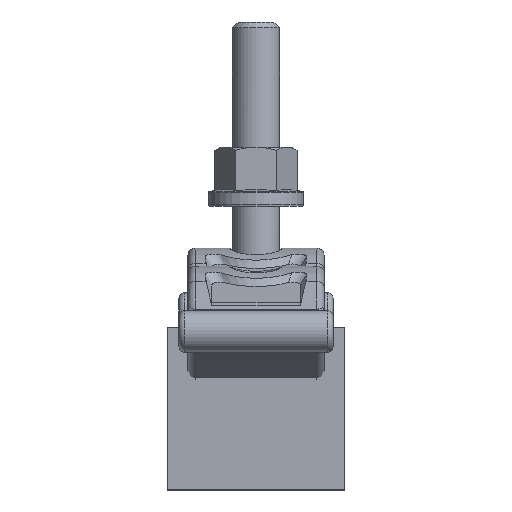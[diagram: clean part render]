
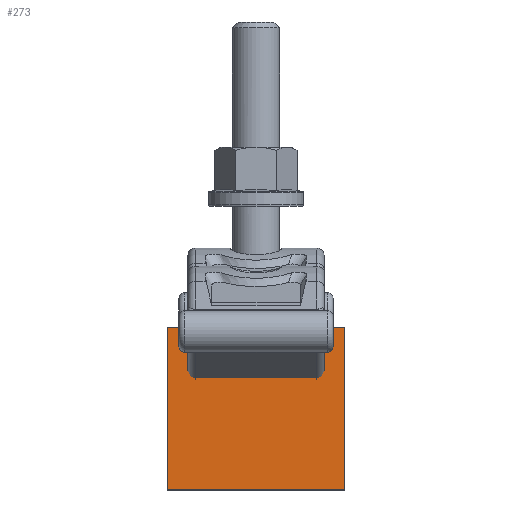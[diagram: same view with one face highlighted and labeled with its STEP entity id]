
A CAD part, left-side view. The second image highlights one B-rep face of the part: STEP entity #273.
In plain terms, the highlighted planar face has unit normal (-1, 0, 0).
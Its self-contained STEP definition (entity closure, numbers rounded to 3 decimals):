
#273 = ADVANCED_FACE( '', ( #436 ), #437, .T. );
#436 = FACE_OUTER_BOUND( '', #772, .T. );
#437 = PLANE( '', #773 );
#772 = EDGE_LOOP( '', ( #2956, #2957, #2958, #2959 ) );
#773 = AXIS2_PLACEMENT_3D( '', #2960, #2961, #2962 );
#2956 = ORIENTED_EDGE( '', *, *, #4070, .F. );
#2957 = ORIENTED_EDGE( '', *, *, #4071, .F. );
#2958 = ORIENTED_EDGE( '', *, *, #4072, .T. );
#2959 = ORIENTED_EDGE( '', *, *, #4073, .T. );
#2960 = CARTESIAN_POINT( '', ( -48.81, -30., 54.723 ) );
#2961 = DIRECTION( '', ( -1., 0., 0. ) );
#2962 = DIRECTION( '', ( 0., 0., 1. ) );
#4070 = EDGE_CURVE( '', #4444, #4445, #4446, .T. );
#4071 = EDGE_CURVE( '', #4447, #4444, #4448, .T. );
#4072 = EDGE_CURVE( '', #4447, #4449, #4450, .T. );
#4073 = EDGE_CURVE( '', #4449, #4445, #4451, .T. );
#4444 = VERTEX_POINT( '', #5046 );
#4445 = VERTEX_POINT( '', #5047 );
#4446 = LINE( '', #5048, #5049 );
#4447 = VERTEX_POINT( '', #5050 );
#4448 = LINE( '', #5051, #5052 );
#4449 = VERTEX_POINT( '', #5053 );
#4450 = LINE( '', #5054, #5055 );
#4451 = LINE( '', #5056, #5057 );
#5046 = CARTESIAN_POINT( '', ( -48.81, 30., 0. ) );
#5047 = CARTESIAN_POINT( '', ( -48.81, 30., 54.723 ) );
#5048 = CARTESIAN_POINT( '', ( -48.81, 30., 54.723 ) );
#5049 = VECTOR( '', #7919, 1000. );
#5050 = CARTESIAN_POINT( '', ( -48.81, -30., 0. ) );
#5051 = CARTESIAN_POINT( '', ( -48.81, -30., 0. ) );
#5052 = VECTOR( '', #7920, 1000. );
#5053 = CARTESIAN_POINT( '', ( -48.81, -30., 54.723 ) );
#5054 = CARTESIAN_POINT( '', ( -48.81, -30., 54.723 ) );
#5055 = VECTOR( '', #7921, 1000. );
#5056 = CARTESIAN_POINT( '', ( -48.81, -30., 54.723 ) );
#5057 = VECTOR( '', #7922, 1000. );
#7919 = DIRECTION( '', ( 0., 0., 1. ) );
#7920 = DIRECTION( '', ( 0., 1., 0. ) );
#7921 = DIRECTION( '', ( 0., 0., 1. ) );
#7922 = DIRECTION( '', ( 0., 1., 0. ) );
